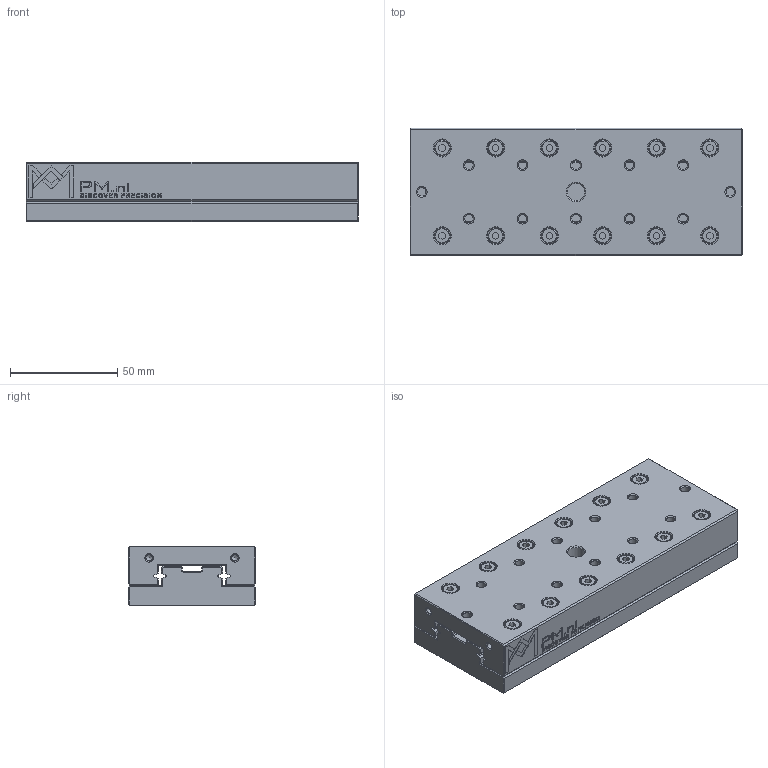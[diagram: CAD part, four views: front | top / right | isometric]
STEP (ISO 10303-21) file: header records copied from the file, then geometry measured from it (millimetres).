
FILE_DESCRIPTION(/* description */ (''),/* implementation_level */ '2;1');
FILE_NAME(/* name */ 'RT-3150_stp.stp',/* time_stamp */ '2024-10-04T14:11:20+02:00',/* author */ (''),/* organization */ (''),/* preprocessor_version */ 'ST-DEVELOPER v16.7',/* originating_system */ 'SIEMENS PLM Software NX 12.0',/* authorisation */ '');
FILE_SCHEMA (('AUTOMOTIVE_DESIGN { 1 0 10303 214 3 1 1 1 }'));
Length unit declared in the file: millimetre
Products named in the file (1): RT-3150_stp
Bounding box: 155 x 59.5 x 28 mm (x, y, z)
Volume: 240038.4 mm3; surface area: 63428.9 mm2
Topology: 2 solids, 2 shells, 1164 faces, 2863 edges, 1859 vertices
Faces by surface type: plane 802, bspline 180, cone 95, cylinder 87
Full cylindrical faces by diameter (mm): 3 x4, 4 x18, 4.8 x6, 7 x12, 7.32 x12, 7.8 x28, 8 x1
Entity records: 37853 total; most frequent: CARTESIAN_POINT 8151, ORIENTED_EDGE 5330, DIRECTION 4540, EDGE_CURVE 2665, LINE 2040, VECTOR 2040, VERTEX_POINT 1837, EDGE_LOOP 1526
